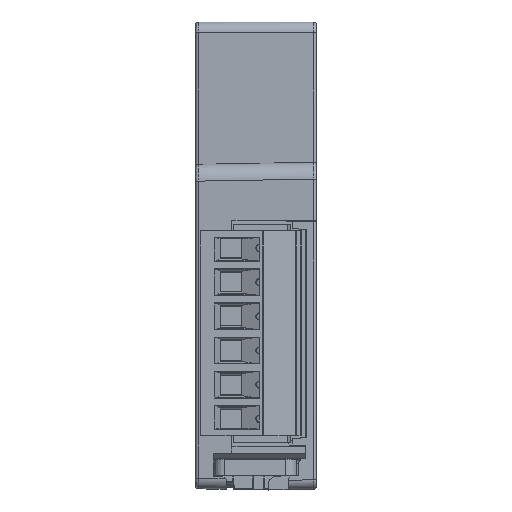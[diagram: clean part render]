
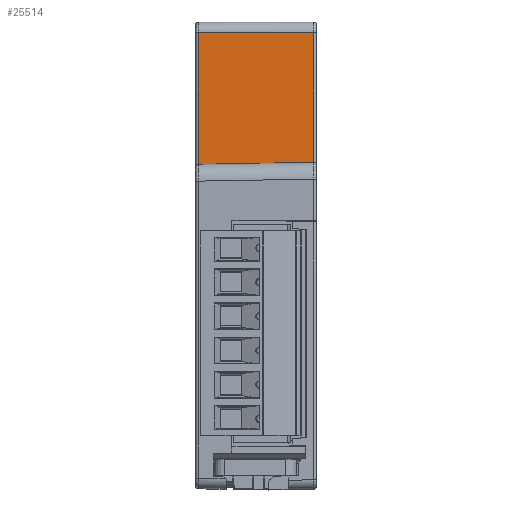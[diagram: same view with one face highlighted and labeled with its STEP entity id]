
A CAD part, front view. The second image highlights one B-rep face of the part: STEP entity #25514.
In plain terms, the highlighted planar face has unit normal (-0.009, -1, 0).
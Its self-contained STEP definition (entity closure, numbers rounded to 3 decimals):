
#3651=DIRECTION('',(0.,0.,-1.));
#3652=VECTOR('',#3651,19.264);
#3653=CARTESIAN_POINT('',(16.747,-22.496,63.4));
#3654=LINE('',#3653,#3652);
#3655=DIRECTION('',(0.,0.,1.));
#3656=VECTOR('',#3655,19.563);
#3657=CARTESIAN_POINT('',(-0.405,-22.347,
43.837));
#3658=LINE('',#3657,#3656);
#3659=DIRECTION('',(-1.,0.009,0.));
#3660=VECTOR('',#3659,17.151);
#3661=CARTESIAN_POINT('',(16.747,-22.496,63.4));
#3662=LINE('',#3661,#3660);
#3675=DIRECTION('',(1.,-0.009,0.017));
#3676=VECTOR('',#3675,17.153);
#3677=CARTESIAN_POINT('',(-0.405,-22.347,
43.837));
#3678=LINE('',#3677,#3676);
#4189=CARTESIAN_POINT('',(-0.403,-22.347,
63.4));
#16956=CARTESIAN_POINT('',(16.745,-22.496,
44.136));
#16958=VERTEX_POINT('',#16956);
#16977=CARTESIAN_POINT('',(-0.405,-22.347,
43.837));
#16979=VERTEX_POINT('',#16977);
#17059=CARTESIAN_POINT('',(16.747,-22.496,
63.4));
#17060=VERTEX_POINT('',#17059);
#17070=VERTEX_POINT('',#4189);
#25500=CARTESIAN_POINT('',(17.15,-22.5,41.583));
#25501=DIRECTION('',(-0.009,-1.,0.));
#25502=DIRECTION('',(0.,0.,1.));
#25503=AXIS2_PLACEMENT_3D('',#25500,#25501,#25502);
#25504=PLANE('',#25503);
#25505=ORIENTED_EDGE('',*,*,#25484,.T.);
#25507=ORIENTED_EDGE('',*,*,#25506,.F.);
#25509=ORIENTED_EDGE('',*,*,#25508,.T.);
#25511=ORIENTED_EDGE('',*,*,#25510,.F.);
#25512=EDGE_LOOP('',(#25505,#25507,#25509,#25511));
#25513=FACE_OUTER_BOUND('',#25512,.F.);
#25484=EDGE_CURVE('',#17060,#16958,#3654,.T.);
#25506=EDGE_CURVE('',#16979,#16958,#3678,.T.);
#25508=EDGE_CURVE('',#16979,#17070,#3658,.T.);
#25510=EDGE_CURVE('',#17060,#17070,#3662,.T.);
#25514=ADVANCED_FACE('',(#25513),#25504,.T.);
